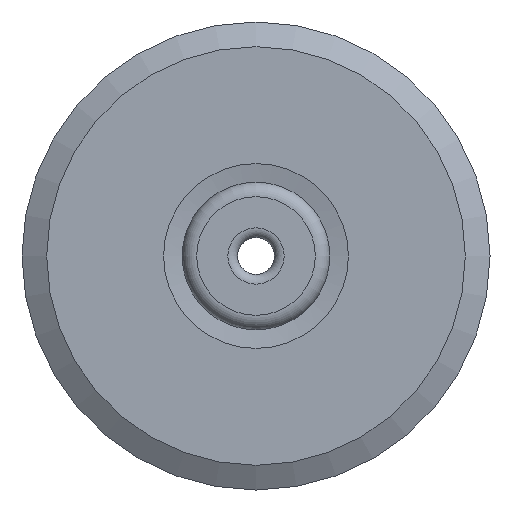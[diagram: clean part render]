
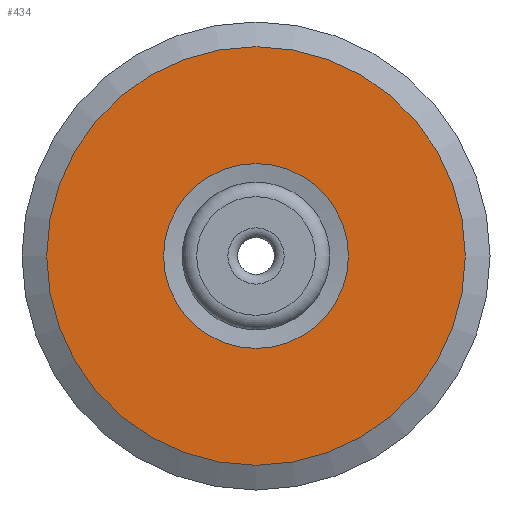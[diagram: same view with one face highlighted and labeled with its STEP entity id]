
A CAD part, left-side view. The second image highlights one B-rep face of the part: STEP entity #434.
In plain terms, the highlighted planar face has unit normal (-1, 0, 0).
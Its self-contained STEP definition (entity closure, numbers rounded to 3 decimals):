
#160=CARTESIAN_POINT('',(0.0,1.905,0.0));
#161=VERTEX_POINT('',#160);
#162=CARTESIAN_POINT('',(0.0,0.0,0.0));
#163=DIRECTION('',(1.0,0.0,0.0));
#164=DIRECTION('',(0.0,1.0,0.0));
#165=AXIS2_PLACEMENT_3D('',#162,#163,#164);
#166=CIRCLE('',#165,1.905);
#167=EDGE_CURVE('',#161,#161,#166,.T.);
#408=CARTESIAN_POINT('',(0.,4.316,0.));
#409=VERTEX_POINT('',#408);
#410=CARTESIAN_POINT('',(0.,0.,0.0));
#411=DIRECTION('',(1.0,0.0,0.0));
#412=DIRECTION('',(0.0,-1.0,0.0));
#413=AXIS2_PLACEMENT_3D('',#410,#411,#412);
#414=CIRCLE('',#413,4.316);
#415=EDGE_CURVE('',#409,#409,#414,.T.);
#423=CARTESIAN_POINT('',(0.0,2.413,0.0));
#424=DIRECTION('',(-1.0,0.0,0.0));
#425=DIRECTION('',(0.0,0.0,1.0));
#426=AXIS2_PLACEMENT_3D('',#423,#424,#425);
#427=PLANE('',#426);
#428=ORIENTED_EDGE('',*,*,#415,.F.);
#429=EDGE_LOOP('',(#428));
#430=FACE_OUTER_BOUND('',#429,.T.);
#431=ORIENTED_EDGE('',*,*,#167,.T.);
#432=EDGE_LOOP('',(#431));
#433=FACE_BOUND('',#432,.T.);
#434=ADVANCED_FACE('',(#430,#433),#427,.T.);
